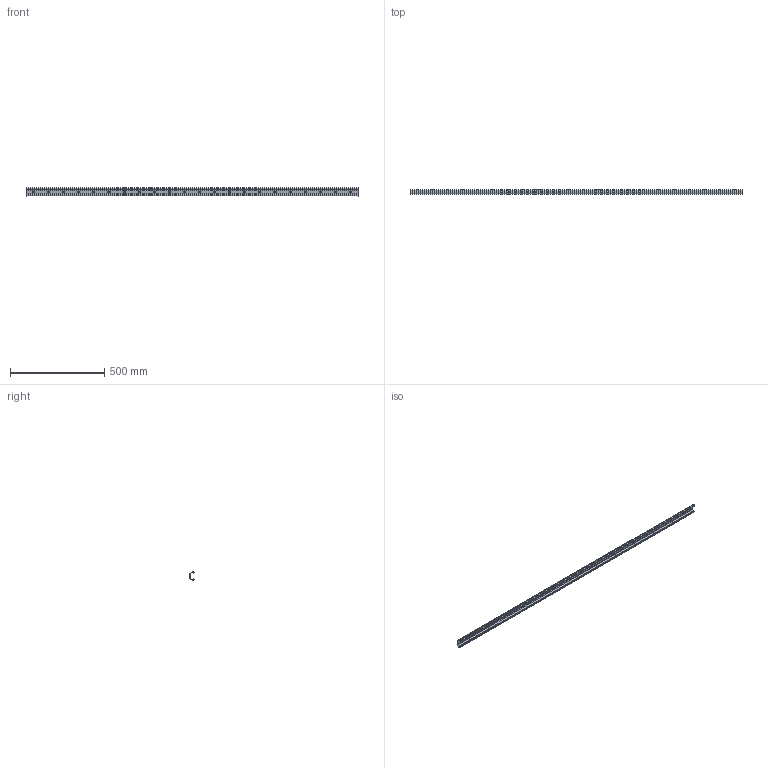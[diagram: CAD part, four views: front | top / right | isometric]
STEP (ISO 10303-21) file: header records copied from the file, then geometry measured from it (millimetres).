
FILE_DESCRIPTION (( 'STEP AP214' ), '1' );
FILE_NAME ('S-LBX-45-1760.STEP', '2023-11-14T07:51:49', ( '' ), ( '' ), 'SwSTEP 2.0', 'SolidWorks 2020', '' );
FILE_SCHEMA (( 'AUTOMOTIVE_DESIGN' ));
Length unit declared in the file: millimetre
Products named in the file (1): S-LBX-45-1760
Bounding box: 1760 x 22.67 x 45.14 mm (x, y, z)
Volume: 493003 mm3; surface area: 261659.8 mm2
Topology: 1 solids, 1 shells, 119 faces, 351 edges, 234 vertices
Faces by surface type: plane 60, cylinder 59
Entity records: 4125 total; most frequent: DIRECTION 709, CARTESIAN_POINT 705, ORIENTED_EDGE 702, EDGE_CURVE 351, AXIS2_PLACEMENT_3D 238, VERTEX_POINT 234, VECTOR 233, LINE 233
